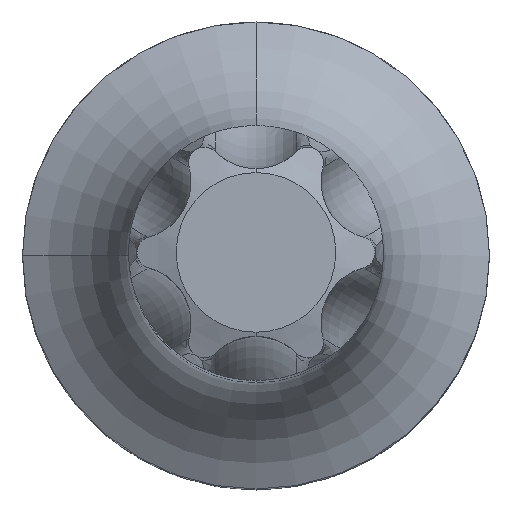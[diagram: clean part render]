
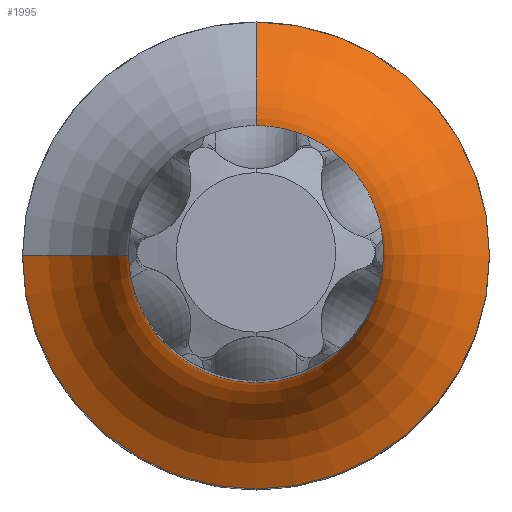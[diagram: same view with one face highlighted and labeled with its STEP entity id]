
A CAD part, top view. The second image highlights one B-rep face of the part: STEP entity #1995.
In plain terms, the highlighted toroidal (fillet/blend) face has major radius 14 mm and minor radius 8 mm.
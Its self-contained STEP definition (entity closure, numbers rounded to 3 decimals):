
#67=CARTESIAN_POINT('',(0.,0.,17.));
#68=DIRECTION('',(0.,0.,1.));
#69=DIRECTION('',(1.,0.,0.));
#70=AXIS2_PLACEMENT_3D('',#67,#68,#69);
#240=CARTESIAN_POINT('',(0.,0.,24.416));
#241=DIRECTION('',(0.,0.,1.));
#242=DIRECTION('',(0.,-1.,0.));
#243=AXIS2_PLACEMENT_3D('',#240,#241,#242);
#245=CARTESIAN_POINT('',(0.,0.,17.));
#246=DIRECTION('',(0.,0.,-1.));
#247=DIRECTION('',(1.,0.,0.));
#248=AXIS2_PLACEMENT_3D('',#245,#246,#247);
#250=CARTESIAN_POINT('',(-14.,0.,24.416));
#251=DIRECTION('',(0.,-1.,0.));
#252=DIRECTION('',(0.375,0.,-0.927));
#253=AXIS2_PLACEMENT_3D('',#250,#251,#252);
#589=CARTESIAN_POINT('',(0.,0.,24.416));
#590=DIRECTION('',(0.,0.,1.));
#591=DIRECTION('',(-1.,0.,0.));
#592=AXIS2_PLACEMENT_3D('',#589,#590,#591);
#1301=CARTESIAN_POINT('',(0.,14.,24.416));
#1302=DIRECTION('',(-1.,0.,0.));
#1303=DIRECTION('',(0.,-0.375,-0.927));
#1304=AXIS2_PLACEMENT_3D('',#1301,#1302,#1303);
#1648=CARTESIAN_POINT('',(11.,0.,17.));
#1649=CARTESIAN_POINT('',(0.,11.,17.));
#1650=VERTEX_POINT('',#1648);
#1651=VERTEX_POINT('',#1649);
#1652=CARTESIAN_POINT('',(-11.,0.,17.));
#1653=VERTEX_POINT('',#1652);
#1654=CARTESIAN_POINT('',(0.,6.,24.416));
#1655=CARTESIAN_POINT('',(-6.,0.,24.416));
#1656=VERTEX_POINT('',#1654);
#1657=VERTEX_POINT('',#1655);
#1658=CARTESIAN_POINT('',(0.,-6.,24.416));
#1659=VERTEX_POINT('',#1658);
#1978=CARTESIAN_POINT('',(0.,0.,24.416));
#1979=DIRECTION('',(0.,0.,1.));
#1980=DIRECTION('',(-0.027,-1.,0.));
#1981=AXIS2_PLACEMENT_3D('',#1978,#1979,#1980);
#1982=TOROIDAL_SURFACE('',#1981,14.,8.);
#1984=ORIENTED_EDGE('',*,*,#1983,.T.);
#1986=ORIENTED_EDGE('',*,*,#1985,.F.);
#1987=ORIENTED_EDGE('',*,*,#1843,.F.);
#1988=ORIENTED_EDGE('',*,*,#1946,.T.);
#1990=ORIENTED_EDGE('',*,*,#1989,.T.);
#1992=ORIENTED_EDGE('',*,*,#1991,.T.);
#1993=EDGE_LOOP('',(#1984,#1986,#1987,#1988,#1990,#1992));
#1994=FACE_OUTER_BOUND('',#1993,.F.);
#1995=ADVANCED_FACE('',(#1994),#1982,.F.);
#71=CIRCLE('',#70,11.);
#244=CIRCLE('',#243,6.);
#249=CIRCLE('',#248,11.);
#254=CIRCLE('',#253,8.);
#593=CIRCLE('',#592,6.);
#1305=CIRCLE('',#1304,8.);
#1843=EDGE_CURVE('',#1650,#1651,#71,.T.);
#1946=EDGE_CURVE('',#1650,#1653,#249,.T.);
#1983=EDGE_CURVE('',#1659,#1656,#244,.T.);
#1985=EDGE_CURVE('',#1651,#1656,#1305,.T.);
#1989=EDGE_CURVE('',#1653,#1657,#254,.T.);
#1991=EDGE_CURVE('',#1657,#1659,#593,.T.);
